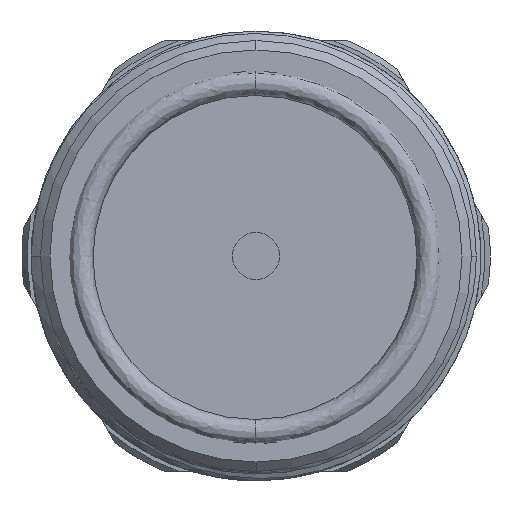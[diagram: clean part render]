
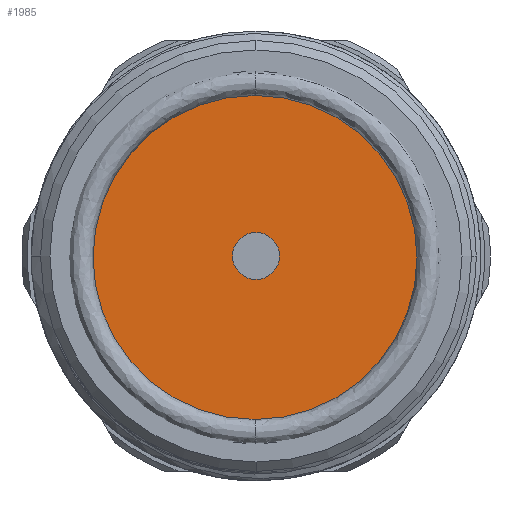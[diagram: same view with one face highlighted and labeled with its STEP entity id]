
A CAD part, front view. The second image highlights one B-rep face of the part: STEP entity #1985.
In plain terms, the highlighted planar face has unit normal (0, -1, 0).
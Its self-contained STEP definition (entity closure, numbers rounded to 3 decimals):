
#14 = DIRECTION ( 'NONE',  ( 0., 0., -1. ) ) ;
#32 = VERTEX_POINT ( 'NONE', #6329 ) ;
#42 = DIRECTION ( 'NONE',  ( 0., 1., 0. ) ) ;
#76 = DIRECTION ( 'NONE',  ( 0., 0., -1. ) ) ;
#291 = AXIS2_PLACEMENT_3D ( 'NONE', #1284, #1332, #1600 ) ;
#434 = CARTESIAN_POINT ( 'NONE',  ( 0., 46., -2.5 ) ) ;
#495 = CARTESIAN_POINT ( 'NONE',  ( 0., 46., 0. ) ) ;
#625 = EDGE_CURVE ( 'NONE', #1122, #32, #4633, .T. ) ;
#752 = CARTESIAN_POINT ( 'NONE',  ( 0., 46., 19.5 ) ) ;
#1122 = VERTEX_POINT ( 'NONE', #434 ) ;
#1182 = DIRECTION ( 'NONE',  ( 0., -1., 0. ) ) ;
#1284 = CARTESIAN_POINT ( 'NONE',  ( 0., 46., 0. ) ) ;
#1332 = DIRECTION ( 'NONE',  ( 0., 1., 0. ) ) ;
#1600 = DIRECTION ( 'NONE',  ( 0., 0., -1. ) ) ;
#1673 = EDGE_LOOP ( 'NONE', ( #5328, #5593 ) ) ;
#1908 = ORIENTED_EDGE ( 'NONE', *, *, #2506, .T. ) ;
#1985 = ADVANCED_FACE ( 'NONE', ( #4751, #2616 ), #6190, .T. ) ;
#2035 = EDGE_LOOP ( 'NONE', ( #5060, #1908 ) ) ;
#2208 = AXIS2_PLACEMENT_3D ( 'NONE', #6117, #5503, #6450 ) ;
#2506 = EDGE_CURVE ( 'NONE', #3780, #4546, #4453, .T. ) ;
#2616 = FACE_OUTER_BOUND ( 'NONE', #2035, .T. ) ;
#3248 = CIRCLE ( 'NONE', #5240, 19.5 ) ;
#3261 = CARTESIAN_POINT ( 'NONE',  ( 0., 46., -19.5 ) ) ;
#3780 = VERTEX_POINT ( 'NONE', #752 ) ;
#4076 = EDGE_CURVE ( 'NONE', #32, #1122, #6653, .T. ) ;
#4393 = CARTESIAN_POINT ( 'NONE',  ( 0., 46., 0. ) ) ;
#4453 = CIRCLE ( 'NONE', #6399, 19.5 ) ;
#4546 = VERTEX_POINT ( 'NONE', #3261 ) ;
#4633 = CIRCLE ( 'NONE', #291, 2.5 ) ;
#4751 = FACE_BOUND ( 'NONE', #1673, .T. ) ;
#4949 = DIRECTION ( 'NONE',  ( 0., 0., -1. ) ) ;
#5060 = ORIENTED_EDGE ( 'NONE', *, *, #5955, .T. ) ;
#5240 = AXIS2_PLACEMENT_3D ( 'NONE', #4393, #1182, #4949 ) ;
#5328 = ORIENTED_EDGE ( 'NONE', *, *, #625, .T. ) ;
#5503 = DIRECTION ( 'NONE',  ( 0., -1., 0. ) ) ;
#5593 = ORIENTED_EDGE ( 'NONE', *, *, #4076, .T. ) ;
#5739 = AXIS2_PLACEMENT_3D ( 'NONE', #495, #42, #14 ) ;
#5955 = EDGE_CURVE ( 'NONE', #4546, #3780, #3248, .T. ) ;
#6117 = CARTESIAN_POINT ( 'NONE',  ( 0., 46., 0. ) ) ;
#6190 = PLANE ( 'NONE',  #2208 ) ;
#6329 = CARTESIAN_POINT ( 'NONE',  ( 0., 46., 2.5 ) ) ;
#6399 = AXIS2_PLACEMENT_3D ( 'NONE', #6678, #6625, #76 ) ;
#6450 = DIRECTION ( 'NONE',  ( 0., 0., -1. ) ) ;
#6625 = DIRECTION ( 'NONE',  ( 0., -1., 0. ) ) ;
#6653 = CIRCLE ( 'NONE', #5739, 2.5 ) ;
#6678 = CARTESIAN_POINT ( 'NONE',  ( 0., 46., 0. ) ) ;
